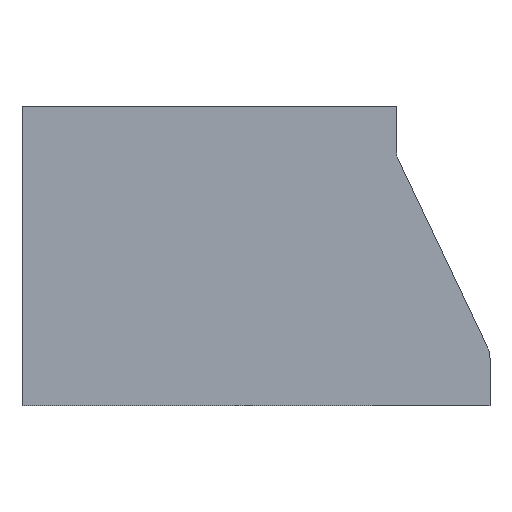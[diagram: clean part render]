
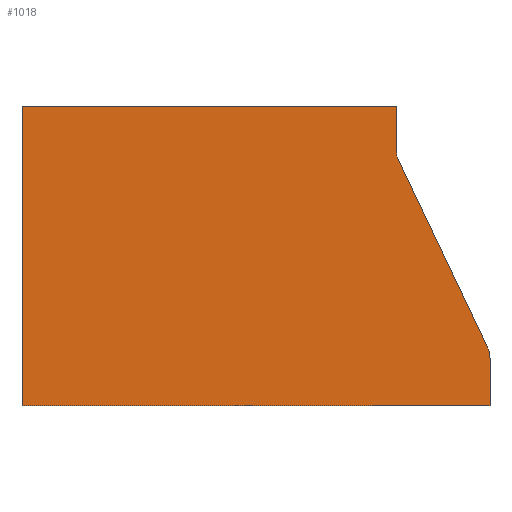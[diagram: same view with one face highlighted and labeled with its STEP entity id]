
A CAD part, front view. The second image highlights one B-rep face of the part: STEP entity #1018.
In plain terms, the highlighted planar face has unit normal (0, -1, 0).
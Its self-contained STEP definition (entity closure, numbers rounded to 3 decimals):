
#13 = DIRECTION ( 'NONE',  ( -0.43, 0., 0.903 ) ) ;
#14 = CARTESIAN_POINT ( 'NONE',  ( 601.943, 0., -57.046 ) ) ;
#23 = CARTESIAN_POINT ( 'NONE',  ( 200., 0., 0. ) ) ;
#24 = DIRECTION ( 'NONE',  ( 0., 0., 1. ) ) ;
#27 = CARTESIAN_POINT ( 'NONE',  ( 670., 0., -269.745 ) ) ;
#28 = DIRECTION ( 'NONE',  ( 0., -1., 0. ) ) ;
#29 = DIRECTION ( 'NONE',  ( 0., 0., 1. ) ) ;
#32 = CARTESIAN_POINT ( 'NONE',  ( 620., 0., -48.448 ) ) ;
#33 = DIRECTION ( 'NONE',  ( 0., 1., 0. ) ) ;
#34 = DIRECTION ( 'NONE',  ( 0., 0., 1. ) ) ;
#80 = CARTESIAN_POINT ( 'NONE',  ( -220., 0., -48.448 ) ) ;
#83 = PLANE ( 'NONE',  #372 ) ;
#85 = DIRECTION ( 'NONE',  ( 0., 1., 0. ) ) ;
#86 = DIRECTION ( 'NONE',  ( 0., 0., 1. ) ) ;
#175 = CARTESIAN_POINT ( 'NONE',  ( 601.943, 0., -57.046 ) ) ;
#192 = CARTESIAN_POINT ( 'NONE',  ( 697.086, 0., -256.847 ) ) ;
#193 = CARTESIAN_POINT ( 'NONE',  ( 200., 0., 0. ) ) ;
#195 = CARTESIAN_POINT ( 'NONE',  ( 200., 0., -320. ) ) ;
#218 = CARTESIAN_POINT ( 'NONE',  ( 600., 0., -48.448 ) ) ;
#220 = CARTESIAN_POINT ( 'NONE',  ( 700., 0., -320. ) ) ;
#223 = CARTESIAN_POINT ( 'NONE',  ( 700., 0., -269.745 ) ) ;
#226 = CARTESIAN_POINT ( 'NONE',  ( 600., 0., 0. ) ) ;
#268 = AXIS2_PLACEMENT_3D ( 'NONE', #32, #33, #34 ) ;
#269 = AXIS2_PLACEMENT_3D ( 'NONE', #27, #28, #29 ) ;
#303 = EDGE_CURVE ( 'NONE', #1149, #1157, #456, .T. ) ;
#319 = EDGE_CURVE ( 'NONE', #1151, #1154, #484, .T. ) ;
#339 = EDGE_CURVE ( 'NONE', #1112, #1157, #517, .T. ) ;
#343 = EDGE_CURVE ( 'NONE', #1151, #1114, #523, .T. ) ;
#372 = AXIS2_PLACEMENT_3D ( 'NONE', #80, #85, #86 ) ;
#391 = EDGE_CURVE ( 'NONE', #1114, #1112, #578, .T. ) ;
#392 = EDGE_CURVE ( 'NONE', #1154, #1111, #580, .T. ) ;
#393 = EDGE_CURVE ( 'NONE', #1111, #1101, #582, .T. ) ;
#394 = EDGE_CURVE ( 'NONE', #1101, #1149, #583, .T. ) ;
#456 = LINE ( 'NONE', #709, #458 ) ;
#458 = VECTOR ( 'NONE', #705, 1000. ) ;
#484 = LINE ( 'NONE', #1201, #486 ) ;
#486 = VECTOR ( 'NONE', #1200, 1000. ) ;
#517 = LINE ( 'NONE', #972, #520 ) ;
#520 = VECTOR ( 'NONE', #953, 1000. ) ;
#523 = LINE ( 'NONE', #967, #526 ) ;
#526 = VECTOR ( 'NONE', #954, 1000. ) ;
#578 = LINE ( 'NONE', #23, #581 ) ;
#580 = CIRCLE ( 'NONE', #269, 30. ) ;
#581 = VECTOR ( 'NONE', #24, 1000. ) ;
#582 = LINE ( 'NONE', #14, #584 ) ;
#583 = CIRCLE ( 'NONE', #268, 20. ) ;
#584 = VECTOR ( 'NONE', #13, 1000. ) ;
#616 = FACE_OUTER_BOUND ( 'NONE', #1068, .T. ) ;
#693 = ORIENTED_EDGE ( 'NONE', *, *, #339, .F. ) ;
#705 = DIRECTION ( 'NONE',  ( 0., 0., 1. ) ) ;
#709 = CARTESIAN_POINT ( 'NONE',  ( 600., 0., 0. ) ) ;
#755 = ORIENTED_EDGE ( 'NONE', *, *, #303, .T. ) ;
#953 = DIRECTION ( 'NONE',  ( 1., 0., 0. ) ) ;
#954 = DIRECTION ( 'NONE',  ( -1., 0., 0. ) ) ;
#967 = CARTESIAN_POINT ( 'NONE',  ( -300., 0., -320. ) ) ;
#972 = CARTESIAN_POINT ( 'NONE',  ( -200., 0., 0. ) ) ;
#1018 = ADVANCED_FACE ( 'NONE', ( #616 ), #83, .F. ) ;
#1068 = EDGE_LOOP ( 'NONE', ( #693, #1182, #1179, #1180, #1174, #1173, #1172, #755 ) ) ;
#1101 = VERTEX_POINT ( 'NONE', #175 ) ;
#1111 = VERTEX_POINT ( 'NONE', #192 ) ;
#1112 = VERTEX_POINT ( 'NONE', #193 ) ;
#1114 = VERTEX_POINT ( 'NONE', #195 ) ;
#1149 = VERTEX_POINT ( 'NONE', #218 ) ;
#1151 = VERTEX_POINT ( 'NONE', #220 ) ;
#1154 = VERTEX_POINT ( 'NONE', #223 ) ;
#1157 = VERTEX_POINT ( 'NONE', #226 ) ;
#1172 = ORIENTED_EDGE ( 'NONE', *, *, #394, .T. ) ;
#1173 = ORIENTED_EDGE ( 'NONE', *, *, #393, .T. ) ;
#1174 = ORIENTED_EDGE ( 'NONE', *, *, #392, .T. ) ;
#1179 = ORIENTED_EDGE ( 'NONE', *, *, #343, .F. ) ;
#1180 = ORIENTED_EDGE ( 'NONE', *, *, #319, .T. ) ;
#1182 = ORIENTED_EDGE ( 'NONE', *, *, #391, .F. ) ;
#1200 = DIRECTION ( 'NONE',  ( 0., 0., 1. ) ) ;
#1201 = CARTESIAN_POINT ( 'NONE',  ( 700., 0., -269.745 ) ) ;
